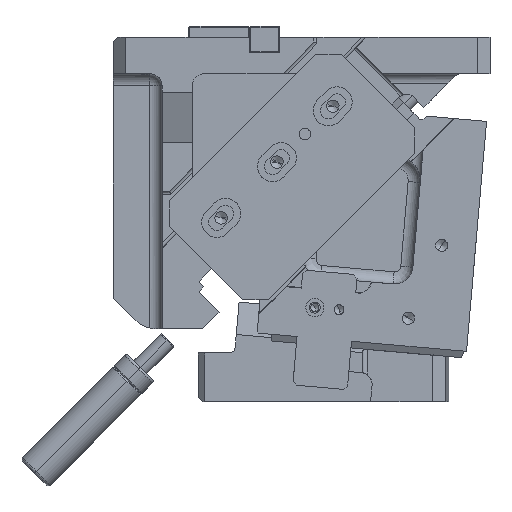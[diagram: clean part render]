
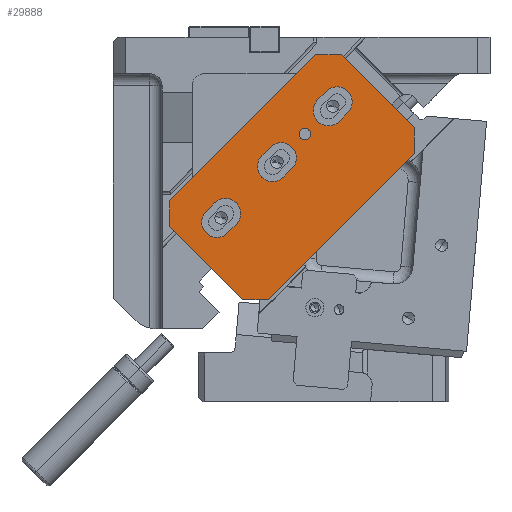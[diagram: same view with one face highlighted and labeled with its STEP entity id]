
A CAD part, front view. The second image highlights one B-rep face of the part: STEP entity #29888.
In plain terms, the highlighted planar face has unit normal (0, -1, 0).
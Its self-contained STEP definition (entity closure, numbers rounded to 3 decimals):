
#29222=CARTESIAN_POINT('Vertex',(-182.434,-145.,-41.012)) ;
#29225=CARTESIAN_POINT('Line Origine',(-193.04,-145.,-41.012)) ;
#29229=CARTESIAN_POINT('Vertex',(-203.647,-145.,-41.012)) ;
#29249=CARTESIAN_POINT('Line Origine',(-122.329,-145.,19.092)) ;
#29253=CARTESIAN_POINT('Vertex',(-62.225,-145.,79.196)) ;
#29284=CARTESIAN_POINT('Vertex',(-62.225,-145.,100.409)) ;
#29289=CARTESIAN_POINT('Line Origine',(-62.225,-145.,89.803)) ;
#29357=CARTESIAN_POINT('Vertex',(-263.751,-145.,19.092)) ;
#29360=CARTESIAN_POINT('Line Origine',(-263.751,-145.,29.698)) ;
#29364=CARTESIAN_POINT('Vertex',(-263.751,-145.,40.305)) ;
#29391=CARTESIAN_POINT('Line Origine',(-203.647,-145.,100.409)) ;
#29395=CARTESIAN_POINT('Vertex',(-143.543,-145.,160.513)) ;
#29415=CARTESIAN_POINT('Line Origine',(-132.936,-145.,160.513)) ;
#29419=CARTESIAN_POINT('Vertex',(-122.329,-145.,160.513)) ;
#29484=CARTESIAN_POINT('Line Origine',(-92.277,-145.,130.461)) ;
#29546=CARTESIAN_POINT('Line Origine',(-233.699,-145.,-10.96)) ;
#29753=CARTESIAN_POINT('Axis2P3D Location',(0.,-145.,0.)) ;
#29768=CARTESIAN_POINT('Axis2P3D Location',(-132.936,-145.,114.551)) ;
#29772=CARTESIAN_POINT('Vertex',(-141.775,-145.,123.39)) ;
#29774=CARTESIAN_POINT('Vertex',(-124.097,-145.,105.712)) ;
#29777=CARTESIAN_POINT('Line Origine',(-138.239,-145.,126.926)) ;
#29781=CARTESIAN_POINT('Vertex',(-134.704,-145.,130.461)) ;
#29784=CARTESIAN_POINT('Axis2P3D Location',(-125.865,-145.,121.622)) ;
#29788=CARTESIAN_POINT('Vertex',(-117.026,-145.,112.784)) ;
#29791=CARTESIAN_POINT('Line Origine',(-120.562,-145.,109.248)) ;
#29802=CARTESIAN_POINT('Axis2P3D Location',(-178.898,-145.,68.589)) ;
#29806=CARTESIAN_POINT('Vertex',(-187.737,-145.,77.428)) ;
#29808=CARTESIAN_POINT('Vertex',(-170.059,-145.,59.751)) ;
#29811=CARTESIAN_POINT('Line Origine',(-184.201,-145.,80.964)) ;
#29815=CARTESIAN_POINT('Vertex',(-180.666,-145.,84.499)) ;
#29818=CARTESIAN_POINT('Axis2P3D Location',(-171.827,-145.,75.66)) ;
#29822=CARTESIAN_POINT('Vertex',(-162.988,-145.,66.822)) ;
#29825=CARTESIAN_POINT('Line Origine',(-166.524,-145.,63.286)) ;
#29836=CARTESIAN_POINT('Axis2P3D Location',(-152.382,-145.,95.106)) ;
#29840=CARTESIAN_POINT('Vertex',(-149.023,-145.,98.465)) ;
#29842=CARTESIAN_POINT('Vertex',(-155.74,-145.,91.747)) ;
#29845=CARTESIAN_POINT('Axis2P3D Location',(-152.382,-145.,95.106)) ;
#29854=CARTESIAN_POINT('Axis2P3D Location',(-224.86,-145.,22.627)) ;
#29858=CARTESIAN_POINT('Vertex',(-233.699,-145.,31.466)) ;
#29860=CARTESIAN_POINT('Vertex',(-216.021,-145.,13.789)) ;
#29863=CARTESIAN_POINT('Line Origine',(-230.163,-145.,35.002)) ;
#29867=CARTESIAN_POINT('Vertex',(-226.628,-145.,38.537)) ;
#29870=CARTESIAN_POINT('Axis2P3D Location',(-217.789,-145.,29.698)) ;
#29874=CARTESIAN_POINT('Vertex',(-208.95,-145.,20.86)) ;
#29877=CARTESIAN_POINT('Line Origine',(-212.486,-145.,17.324)) ;
#29226=DIRECTION('Vector Direction',(1.,0.,0.)) ;
#29250=DIRECTION('Vector Direction',(-0.707,0.,-0.707)) ;
#29290=DIRECTION('Vector Direction',(0.,0.,1.)) ;
#29361=DIRECTION('Vector Direction',(0.,0.,1.)) ;
#29392=DIRECTION('Vector Direction',(-0.707,0.,-0.707)) ;
#29416=DIRECTION('Vector Direction',(-1.,0.,0.)) ;
#29485=DIRECTION('Vector Direction',(0.707,0.,-0.707)) ;
#29547=DIRECTION('Vector Direction',(0.707,0.,-0.707)) ;
#29754=DIRECTION('Axis2P3D Direction',(0.,-1.,-0.)) ;
#29755=DIRECTION('Axis2P3D XDirection',(-0.707,0.,-0.707)) ;
#29769=DIRECTION('Axis2P3D Direction',(0.,-1.,-0.)) ;
#29778=DIRECTION('Vector Direction',(0.707,0.,0.707)) ;
#29785=DIRECTION('Axis2P3D Direction',(0.,-1.,-0.)) ;
#29792=DIRECTION('Vector Direction',(-0.707,0.,-0.707)) ;
#29803=DIRECTION('Axis2P3D Direction',(0.,-1.,-0.)) ;
#29812=DIRECTION('Vector Direction',(-0.707,0.,-0.707)) ;
#29819=DIRECTION('Axis2P3D Direction',(0.,-1.,-0.)) ;
#29826=DIRECTION('Vector Direction',(0.707,0.,0.707)) ;
#29837=DIRECTION('Axis2P3D Direction',(0.,-1.,-0.)) ;
#29846=DIRECTION('Axis2P3D Direction',(0.,-1.,-0.)) ;
#29855=DIRECTION('Axis2P3D Direction',(0.,-1.,-0.)) ;
#29864=DIRECTION('Vector Direction',(0.707,0.,0.707)) ;
#29871=DIRECTION('Axis2P3D Direction',(0.,-1.,-0.)) ;
#29878=DIRECTION('Vector Direction',(-0.707,0.,-0.707)) ;
#29756=AXIS2_PLACEMENT_3D('Plane Axis2P3D',#29753,#29754,#29755) ;
#29770=AXIS2_PLACEMENT_3D('Circle Axis2P3D',#29768,#29769,$) ;
#29786=AXIS2_PLACEMENT_3D('Circle Axis2P3D',#29784,#29785,$) ;
#29804=AXIS2_PLACEMENT_3D('Circle Axis2P3D',#29802,#29803,$) ;
#29820=AXIS2_PLACEMENT_3D('Circle Axis2P3D',#29818,#29819,$) ;
#29838=AXIS2_PLACEMENT_3D('Circle Axis2P3D',#29836,#29837,$) ;
#29847=AXIS2_PLACEMENT_3D('Circle Axis2P3D',#29845,#29846,$) ;
#29856=AXIS2_PLACEMENT_3D('Circle Axis2P3D',#29854,#29855,$) ;
#29872=AXIS2_PLACEMENT_3D('Circle Axis2P3D',#29870,#29871,$) ;
#29759=ORIENTED_EDGE('',*,*,#29488,.T.) ;
#29760=ORIENTED_EDGE('',*,*,#29421,.F.) ;
#29761=ORIENTED_EDGE('',*,*,#29397,.T.) ;
#29762=ORIENTED_EDGE('',*,*,#29366,.F.) ;
#29763=ORIENTED_EDGE('',*,*,#29550,.T.) ;
#29764=ORIENTED_EDGE('',*,*,#29231,.F.) ;
#29765=ORIENTED_EDGE('',*,*,#29255,.T.) ;
#29766=ORIENTED_EDGE('',*,*,#29293,.F.) ;
#29797=ORIENTED_EDGE('',*,*,#29776,.F.) ;
#29798=ORIENTED_EDGE('',*,*,#29783,.T.) ;
#29799=ORIENTED_EDGE('',*,*,#29790,.F.) ;
#29800=ORIENTED_EDGE('',*,*,#29795,.T.) ;
#29831=ORIENTED_EDGE('',*,*,#29810,.F.) ;
#29832=ORIENTED_EDGE('',*,*,#29817,.F.) ;
#29833=ORIENTED_EDGE('',*,*,#29824,.F.) ;
#29834=ORIENTED_EDGE('',*,*,#29829,.F.) ;
#29851=ORIENTED_EDGE('',*,*,#29844,.F.) ;
#29852=ORIENTED_EDGE('',*,*,#29849,.F.) ;
#29883=ORIENTED_EDGE('',*,*,#29862,.F.) ;
#29884=ORIENTED_EDGE('',*,*,#29869,.T.) ;
#29885=ORIENTED_EDGE('',*,*,#29876,.F.) ;
#29886=ORIENTED_EDGE('',*,*,#29881,.T.) ;
#29801=FACE_BOUND('',#29796,.T.) ;
#29835=FACE_BOUND('',#29830,.T.) ;
#29853=FACE_BOUND('',#29850,.T.) ;
#29887=FACE_BOUND('',#29882,.T.) ;
#29227=VECTOR('Line Direction',#29226,1.) ;
#29251=VECTOR('Line Direction',#29250,1.) ;
#29291=VECTOR('Line Direction',#29290,1.) ;
#29362=VECTOR('Line Direction',#29361,1.) ;
#29393=VECTOR('Line Direction',#29392,1.) ;
#29417=VECTOR('Line Direction',#29416,1.) ;
#29486=VECTOR('Line Direction',#29485,1.) ;
#29548=VECTOR('Line Direction',#29547,1.) ;
#29779=VECTOR('Line Direction',#29778,1.) ;
#29793=VECTOR('Line Direction',#29792,1.) ;
#29813=VECTOR('Line Direction',#29812,1.) ;
#29827=VECTOR('Line Direction',#29826,1.) ;
#29865=VECTOR('Line Direction',#29864,1.) ;
#29879=VECTOR('Line Direction',#29878,1.) ;
#29888=ADVANCED_FACE('MONTAGEFREIRAUM',(#29767,#29801,#29835,#29853,#29887),#29757,.T.) ;
#29771=CIRCLE('generated circle',#29770,12.5) ;
#29787=CIRCLE('generated circle',#29786,12.5) ;
#29805=CIRCLE('generated circle',#29804,12.5) ;
#29821=CIRCLE('generated circle',#29820,12.5) ;
#29839=CIRCLE('generated circle',#29838,4.75) ;
#29848=CIRCLE('generated circle',#29847,4.75) ;
#29857=CIRCLE('generated circle',#29856,12.5) ;
#29873=CIRCLE('generated circle',#29872,12.5) ;
#29231=EDGE_CURVE('',#29223,#29230,#29228,.F.) ;
#29255=EDGE_CURVE('',#29223,#29254,#29252,.F.) ;
#29293=EDGE_CURVE('',#29285,#29254,#29292,.F.) ;
#29366=EDGE_CURVE('',#29358,#29365,#29363,.T.) ;
#29397=EDGE_CURVE('',#29396,#29365,#29394,.T.) ;
#29421=EDGE_CURVE('',#29396,#29420,#29418,.F.) ;
#29488=EDGE_CURVE('',#29285,#29420,#29487,.F.) ;
#29550=EDGE_CURVE('',#29358,#29230,#29549,.T.) ;
#29776=EDGE_CURVE('',#29773,#29775,#29771,.T.) ;
#29783=EDGE_CURVE('',#29773,#29782,#29780,.T.) ;
#29790=EDGE_CURVE('',#29789,#29782,#29787,.T.) ;
#29795=EDGE_CURVE('',#29789,#29775,#29794,.T.) ;
#29810=EDGE_CURVE('',#29807,#29809,#29805,.T.) ;
#29817=EDGE_CURVE('',#29816,#29807,#29814,.T.) ;
#29824=EDGE_CURVE('',#29823,#29816,#29821,.T.) ;
#29829=EDGE_CURVE('',#29809,#29823,#29828,.T.) ;
#29844=EDGE_CURVE('',#29841,#29843,#29839,.T.) ;
#29849=EDGE_CURVE('',#29843,#29841,#29848,.T.) ;
#29862=EDGE_CURVE('',#29859,#29861,#29857,.T.) ;
#29869=EDGE_CURVE('',#29859,#29868,#29866,.T.) ;
#29876=EDGE_CURVE('',#29875,#29868,#29873,.T.) ;
#29881=EDGE_CURVE('',#29875,#29861,#29880,.T.) ;
#29758=EDGE_LOOP('',(#29759,#29760,#29761,#29762,#29763,#29764,#29765,#29766)) ;
#29796=EDGE_LOOP('',(#29797,#29798,#29799,#29800)) ;
#29830=EDGE_LOOP('',(#29831,#29832,#29833,#29834)) ;
#29850=EDGE_LOOP('',(#29851,#29852)) ;
#29882=EDGE_LOOP('',(#29883,#29884,#29885,#29886)) ;
#29767=FACE_OUTER_BOUND('',#29758,.T.) ;
#29228=LINE('Line',#29225,#29227) ;
#29252=LINE('Line',#29249,#29251) ;
#29292=LINE('Line',#29289,#29291) ;
#29363=LINE('Line',#29360,#29362) ;
#29394=LINE('Line',#29391,#29393) ;
#29418=LINE('Line',#29415,#29417) ;
#29487=LINE('Line',#29484,#29486) ;
#29549=LINE('Line',#29546,#29548) ;
#29780=LINE('Line',#29777,#29779) ;
#29794=LINE('Line',#29791,#29793) ;
#29814=LINE('Line',#29811,#29813) ;
#29828=LINE('Line',#29825,#29827) ;
#29866=LINE('Line',#29863,#29865) ;
#29880=LINE('Line',#29877,#29879) ;
#29757=PLANE('',#29756) ;
#29223=VERTEX_POINT('',#29222) ;
#29230=VERTEX_POINT('',#29229) ;
#29254=VERTEX_POINT('',#29253) ;
#29285=VERTEX_POINT('',#29284) ;
#29358=VERTEX_POINT('',#29357) ;
#29365=VERTEX_POINT('',#29364) ;
#29396=VERTEX_POINT('',#29395) ;
#29420=VERTEX_POINT('',#29419) ;
#29773=VERTEX_POINT('',#29772) ;
#29775=VERTEX_POINT('',#29774) ;
#29782=VERTEX_POINT('',#29781) ;
#29789=VERTEX_POINT('',#29788) ;
#29807=VERTEX_POINT('',#29806) ;
#29809=VERTEX_POINT('',#29808) ;
#29816=VERTEX_POINT('',#29815) ;
#29823=VERTEX_POINT('',#29822) ;
#29841=VERTEX_POINT('',#29840) ;
#29843=VERTEX_POINT('',#29842) ;
#29859=VERTEX_POINT('',#29858) ;
#29861=VERTEX_POINT('',#29860) ;
#29868=VERTEX_POINT('',#29867) ;
#29875=VERTEX_POINT('',#29874) ;
